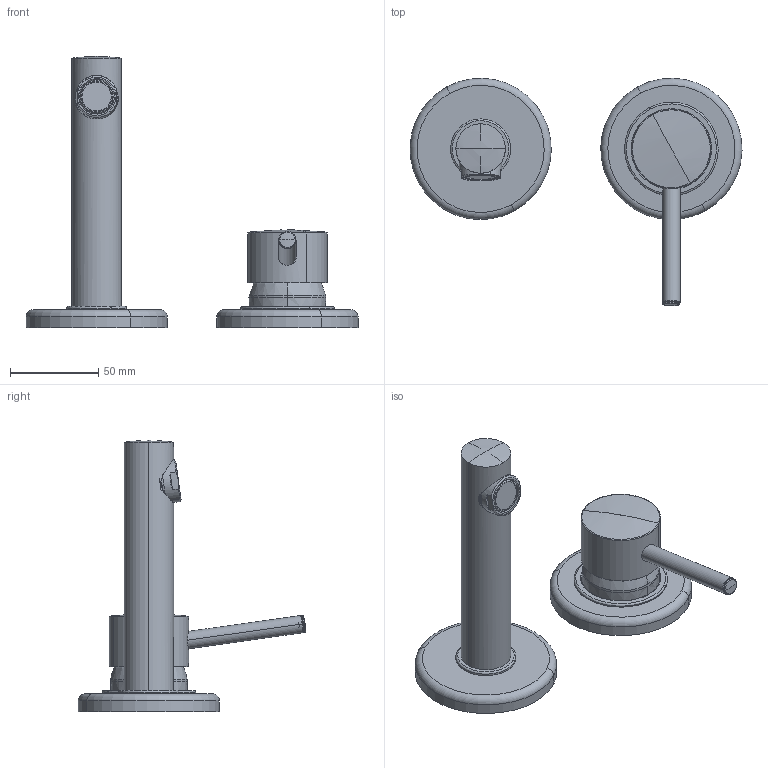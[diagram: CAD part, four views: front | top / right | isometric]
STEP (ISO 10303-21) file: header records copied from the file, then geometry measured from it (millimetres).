
FILE_DESCRIPTION(('CATIA V5 STEP Exchange','CAx-IF Rec.Pracs.--- Model Styling and Organization---1.5--- 2016-08-15','CAx-IF Rec.Pracs.---Supplemental Geometry---1.0---2011-11-01','CAx-IF Rec.Pracs.--- Composite Materials ---3.4---2017-06-13','CAx-IF Rec.Pracs.---Tessellated 3D Geometry---1.0---2015-12-17'),'2;1');
FILE_NAME('KR005510.stp','2023-09-19T08:02:21+00:00',('none'),('none'),'CATIA Version 5-6 Release 2020 SP2','CATIA V5 STEP AP242 v2','none');
FILE_SCHEMA(('AP242_MANAGED_MODEL_BASED_3D_ENGINEERING_MIM_LF {1 0 10303 442 1 1 4}'));
Length unit declared in the file: millimetre
Products named in the file (1): KR005510
Bounding box: 187.98 x 128.82 x 153.5 mm (x, y, z)
Volume: 91480.2 mm3; surface area: 80798.8 mm2
Topology: 8 solids, 10 shells, 596 faces, 1570 edges, 990 vertices
Faces by surface type: cylinder 156, cone 138, plane 136, torus 86, bspline 64, sphere 10, revolution 6
Entity records: 21141 total; most frequent: CARTESIAN_POINT 8200, ORIENTED_EDGE 3108, DIRECTION 1728, EDGE_CURVE 1554, AXIS2_PLACEMENT_3D 1001, VERTEX_POINT 990, CIRCLE 668, EDGE_LOOP 648
